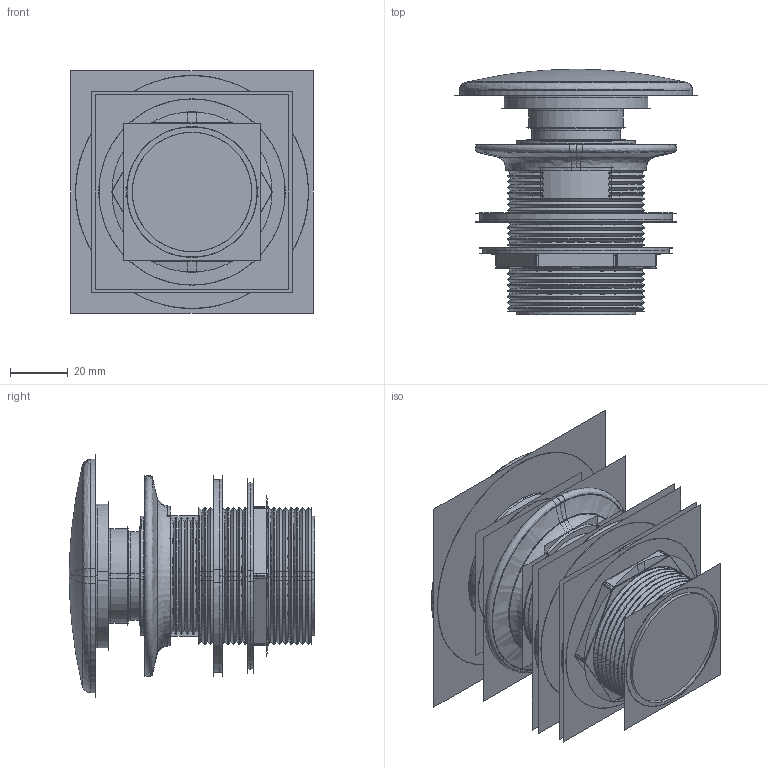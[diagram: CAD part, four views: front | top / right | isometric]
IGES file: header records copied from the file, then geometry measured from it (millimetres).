
Start section:  PTC IGES file: ARC72.igs
Global section: file name: ARC72.igs; native system: Pro/ENGINEER by Parametric Technology Corporation; preprocessor: 2008380; author: jessie; organization: Unknown; date: 20200618.113901; units: millimetre
Bounding box: 84.24 x 85.16 x 84.28 mm (x, y, z)
Surface area: 114656.2 mm2 (no closed solid volume)
Topology: 0 solids, 0 shells, 402 faces, 5189 edges, 6872 vertices
Faces by surface type: revolution 340, bspline 62
